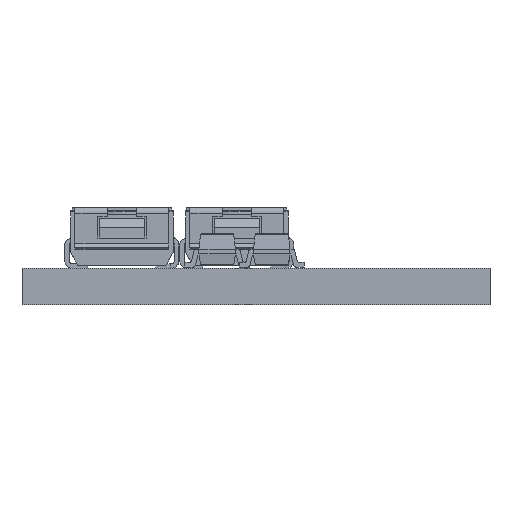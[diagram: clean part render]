
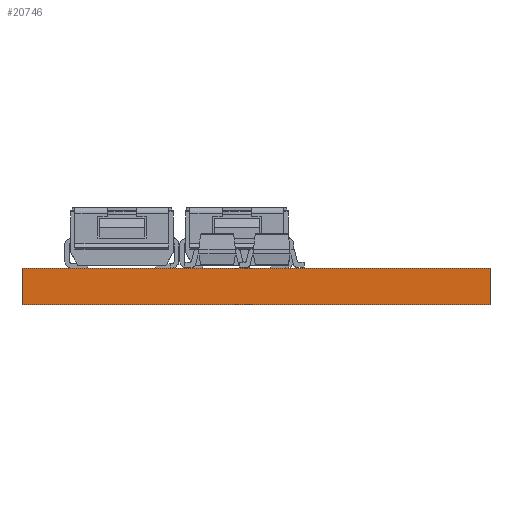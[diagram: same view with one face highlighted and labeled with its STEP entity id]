
A CAD part, front view. The second image highlights one B-rep face of the part: STEP entity #20746.
In plain terms, the highlighted planar face has unit normal (0, -1, 0).
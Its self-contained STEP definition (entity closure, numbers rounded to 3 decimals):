
#20630 = EDGE_CURVE('',#20631,#20633,#20635,.T.);
#20631 = VERTEX_POINT('',#20632);
#20632 = CARTESIAN_POINT('',(50.,-75.,0.));
#20633 = VERTEX_POINT('',#20634);
#20634 = CARTESIAN_POINT('',(50.,-75.,1.6));
#20635 = SURFACE_CURVE('',#20636,(#20640,#20652),.PCURVE_S1.);
#20636 = LINE('',#20637,#20638);
#20637 = CARTESIAN_POINT('',(50.,-75.,0.));
#20638 = VECTOR('',#20639,1.);
#20639 = DIRECTION('',(0.,0.,1.));
#20640 = PCURVE('',#20641,#20646);
#20641 = PLANE('',#20642);
#20642 = AXIS2_PLACEMENT_3D('',#20643,#20644,#20645);
#20643 = CARTESIAN_POINT('',(50.,-75.,0.));
#20644 = DIRECTION('',(-1.,0.,0.));
#20645 = DIRECTION('',(0.,1.,0.));
#20646 = DEFINITIONAL_REPRESENTATION('',(#20647),#20651);
#20647 = LINE('',#20648,#20649);
#20648 = CARTESIAN_POINT('',(0.,0.));
#20649 = VECTOR('',#20650,1.);
#20650 = DIRECTION('',(0.,-1.));
#20651 = ( GEOMETRIC_REPRESENTATION_CONTEXT(2) 
PARAMETRIC_REPRESENTATION_CONTEXT() REPRESENTATION_CONTEXT('2D SPACE',''
  ) );
#20652 = PCURVE('',#20653,#20658);
#20653 = PLANE('',#20654);
#20654 = AXIS2_PLACEMENT_3D('',#20655,#20656,#20657);
#20655 = CARTESIAN_POINT('',(70.5,-75.,0.));
#20656 = DIRECTION('',(0.,-1.,0.));
#20657 = DIRECTION('',(-1.,0.,0.));
#20658 = DEFINITIONAL_REPRESENTATION('',(#20659),#20663);
#20659 = LINE('',#20660,#20661);
#20660 = CARTESIAN_POINT('',(20.5,0.));
#20661 = VECTOR('',#20662,1.);
#20662 = DIRECTION('',(0.,-1.));
#20663 = ( GEOMETRIC_REPRESENTATION_CONTEXT(2) 
PARAMETRIC_REPRESENTATION_CONTEXT() REPRESENTATION_CONTEXT('2D SPACE',''
  ) );
#20681 = PLANE('',#20682);
#20682 = AXIS2_PLACEMENT_3D('',#20683,#20684,#20685);
#20683 = CARTESIAN_POINT('',(60.25,-62.5,1.6));
#20684 = DIRECTION('',(-0.,-0.,-1.));
#20685 = DIRECTION('',(-1.,0.,0.));
#20735 = PLANE('',#20736);
#20736 = AXIS2_PLACEMENT_3D('',#20737,#20738,#20739);
#20737 = CARTESIAN_POINT('',(60.25,-62.5,0.));
#20738 = DIRECTION('',(-0.,-0.,-1.));
#20739 = DIRECTION('',(-1.,0.,0.));
#20746 = ADVANCED_FACE('',(#20747),#20653,.T.);
#20747 = FACE_BOUND('',#20748,.T.);
#20748 = EDGE_LOOP('',(#20749,#20779,#20800,#20801));
#20749 = ORIENTED_EDGE('',*,*,#20750,.T.);
#20750 = EDGE_CURVE('',#20751,#20753,#20755,.T.);
#20751 = VERTEX_POINT('',#20752);
#20752 = CARTESIAN_POINT('',(70.5,-75.,0.));
#20753 = VERTEX_POINT('',#20754);
#20754 = CARTESIAN_POINT('',(70.5,-75.,1.6));
#20755 = SURFACE_CURVE('',#20756,(#20760,#20767),.PCURVE_S1.);
#20756 = LINE('',#20757,#20758);
#20757 = CARTESIAN_POINT('',(70.5,-75.,0.));
#20758 = VECTOR('',#20759,1.);
#20759 = DIRECTION('',(0.,0.,1.));
#20760 = PCURVE('',#20653,#20761);
#20761 = DEFINITIONAL_REPRESENTATION('',(#20762),#20766);
#20762 = LINE('',#20763,#20764);
#20763 = CARTESIAN_POINT('',(0.,-0.));
#20764 = VECTOR('',#20765,1.);
#20765 = DIRECTION('',(0.,-1.));
#20766 = ( GEOMETRIC_REPRESENTATION_CONTEXT(2) 
PARAMETRIC_REPRESENTATION_CONTEXT() REPRESENTATION_CONTEXT('2D SPACE',''
  ) );
#20767 = PCURVE('',#20768,#20773);
#20768 = PLANE('',#20769);
#20769 = AXIS2_PLACEMENT_3D('',#20770,#20771,#20772);
#20770 = CARTESIAN_POINT('',(70.5,-50.,0.));
#20771 = DIRECTION('',(1.,0.,-0.));
#20772 = DIRECTION('',(0.,-1.,0.));
#20773 = DEFINITIONAL_REPRESENTATION('',(#20774),#20778);
#20774 = LINE('',#20775,#20776);
#20775 = CARTESIAN_POINT('',(25.,0.));
#20776 = VECTOR('',#20777,1.);
#20777 = DIRECTION('',(0.,-1.));
#20778 = ( GEOMETRIC_REPRESENTATION_CONTEXT(2) 
PARAMETRIC_REPRESENTATION_CONTEXT() REPRESENTATION_CONTEXT('2D SPACE',''
  ) );
#20779 = ORIENTED_EDGE('',*,*,#20780,.T.);
#20780 = EDGE_CURVE('',#20753,#20633,#20781,.T.);
#20781 = SURFACE_CURVE('',#20782,(#20786,#20793),.PCURVE_S1.);
#20782 = LINE('',#20783,#20784);
#20783 = CARTESIAN_POINT('',(70.5,-75.,1.6));
#20784 = VECTOR('',#20785,1.);
#20785 = DIRECTION('',(-1.,0.,0.));
#20786 = PCURVE('',#20653,#20787);
#20787 = DEFINITIONAL_REPRESENTATION('',(#20788),#20792);
#20788 = LINE('',#20789,#20790);
#20789 = CARTESIAN_POINT('',(0.,-1.6));
#20790 = VECTOR('',#20791,1.);
#20791 = DIRECTION('',(1.,0.));
#20792 = ( GEOMETRIC_REPRESENTATION_CONTEXT(2) 
PARAMETRIC_REPRESENTATION_CONTEXT() REPRESENTATION_CONTEXT('2D SPACE',''
  ) );
#20793 = PCURVE('',#20681,#20794);
#20794 = DEFINITIONAL_REPRESENTATION('',(#20795),#20799);
#20795 = LINE('',#20796,#20797);
#20796 = CARTESIAN_POINT('',(-10.25,-12.5));
#20797 = VECTOR('',#20798,1.);
#20798 = DIRECTION('',(1.,0.));
#20799 = ( GEOMETRIC_REPRESENTATION_CONTEXT(2) 
PARAMETRIC_REPRESENTATION_CONTEXT() REPRESENTATION_CONTEXT('2D SPACE',''
  ) );
#20800 = ORIENTED_EDGE('',*,*,#20630,.F.);
#20801 = ORIENTED_EDGE('',*,*,#20802,.F.);
#20802 = EDGE_CURVE('',#20751,#20631,#20803,.T.);
#20803 = SURFACE_CURVE('',#20804,(#20808,#20815),.PCURVE_S1.);
#20804 = LINE('',#20805,#20806);
#20805 = CARTESIAN_POINT('',(70.5,-75.,0.));
#20806 = VECTOR('',#20807,1.);
#20807 = DIRECTION('',(-1.,0.,0.));
#20808 = PCURVE('',#20653,#20809);
#20809 = DEFINITIONAL_REPRESENTATION('',(#20810),#20814);
#20810 = LINE('',#20811,#20812);
#20811 = CARTESIAN_POINT('',(0.,-0.));
#20812 = VECTOR('',#20813,1.);
#20813 = DIRECTION('',(1.,0.));
#20814 = ( GEOMETRIC_REPRESENTATION_CONTEXT(2) 
PARAMETRIC_REPRESENTATION_CONTEXT() REPRESENTATION_CONTEXT('2D SPACE',''
  ) );
#20815 = PCURVE('',#20735,#20816);
#20816 = DEFINITIONAL_REPRESENTATION('',(#20817),#20821);
#20817 = LINE('',#20818,#20819);
#20818 = CARTESIAN_POINT('',(-10.25,-12.5));
#20819 = VECTOR('',#20820,1.);
#20820 = DIRECTION('',(1.,0.));
#20821 = ( GEOMETRIC_REPRESENTATION_CONTEXT(2) 
PARAMETRIC_REPRESENTATION_CONTEXT() REPRESENTATION_CONTEXT('2D SPACE',''
  ) );
